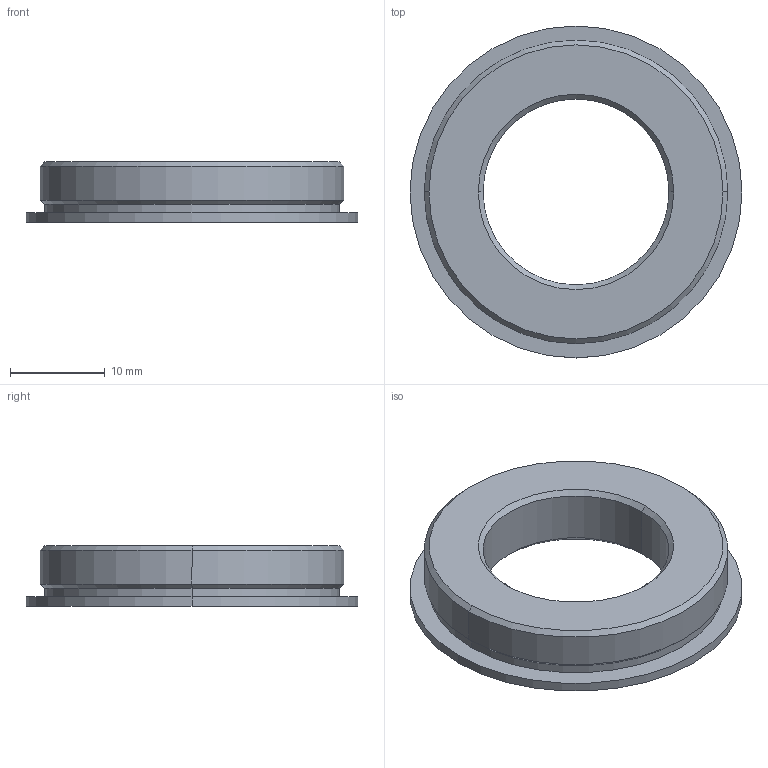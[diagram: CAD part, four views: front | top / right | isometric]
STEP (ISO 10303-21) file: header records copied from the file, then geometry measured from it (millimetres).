
FILE_DESCRIPTION (( 'STEP AP203' ), '1' );
FILE_NAME ('TARMS-M32B.STEP', '2025-10-17T05:55:33', ( '' ), ( '' ), 'SwSTEP 2.0', 'SolidWorks 2020', '' );
FILE_SCHEMA (( 'CONFIG_CONTROL_DESIGN' ));
Length unit declared in the file: millimetre
Products named in the file (1): TARMS-M32B
Bounding box: 35 x 35 x 6.4 mm (x, y, z)
Volume: 3291.7 mm3; surface area: 2376 mm2
Topology: 1 solids, 1 shells, 368 faces, 1003 edges, 664 vertices
Faces by surface type: plane 234, bspline 110, cone 12, cylinder 12
Entity records: 13626 total; most frequent: CARTESIAN_POINT 5774, ORIENTED_EDGE 2006, EDGE_CURVE 1003, DIRECTION 929, VERTEX_POINT 664, B_SPLINE_CURVE_WITH_KNOTS 626, EDGE_LOOP 397, ADVANCED_FACE 368
